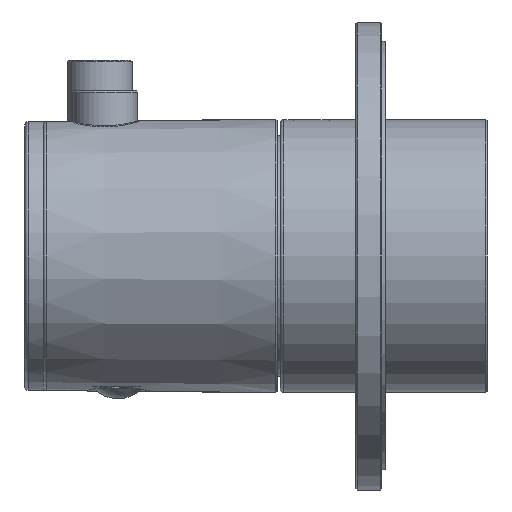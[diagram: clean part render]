
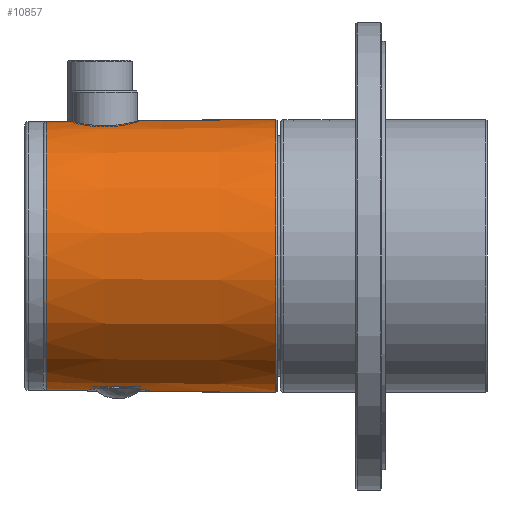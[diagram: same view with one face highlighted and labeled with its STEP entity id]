
A CAD part, left-side view. The second image highlights one B-rep face of the part: STEP entity #10857.
In plain terms, the highlighted conical face has half-angle 0.5 degrees and reference radius 0 mm.
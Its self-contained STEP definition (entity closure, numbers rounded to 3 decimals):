
#62=CONICAL_SURFACE('',#13221,0.,0.009);
#1839=B_SPLINE_CURVE_WITH_KNOTS('',3,(#20026,#20027,#20028,#20029,#20030,
#20031,#20032,#20033,#20034,#20035,#20036,#20037,#20038,#20039,#20040,#20041,
#20042,#20043,#20044),.UNSPECIFIED.,.T.,.F.,(1,1,1,1,1,1,1,1,1,1,1,1,1,
1,1,1,1,1,1,1,1,1,1),(-0.006,-0.004,-0.002,
0.,0.002,0.004,0.006,
0.008,0.011,0.013,0.015,
0.017,0.019,0.021,0.023,
0.025,0.027,0.03,0.032,
0.034,0.036,0.038,0.04),
 .UNSPECIFIED.);
#1840=B_SPLINE_CURVE_WITH_KNOTS('',3,(#20050,#20051,#20052,#20053,#20054,
#20055,#20056,#20057,#20058,#20059,#20060,#20061,#20062,#20063,#20064,#20065,
#20066,#20067),.UNSPECIFIED.,.T.,.F.,(1,1,1,1,1,1,1,1,1,1,1,1,1,1,1,1,1,
1,1,1,1,1),(0.024,0.026,0.028,0.032,
0.034,0.036,0.038,0.04,
0.042,0.044,0.046,0.048,
0.05,0.052,0.054,0.056,
0.058,0.06,0.064,0.066,
0.068,0.07),.UNSPECIFIED.);
#3940=ORIENTED_EDGE('',*,*,#6079,.T.);
#3941=ORIENTED_EDGE('',*,*,#6080,.T.);
#3942=ORIENTED_EDGE('',*,*,#6081,.F.);
#3943=ORIENTED_EDGE('',*,*,#6082,.F.);
#6079=EDGE_CURVE('',#7261,#7261,#1839,.T.);
#6080=EDGE_CURVE('',#7262,#7262,#7956,.T.);
#6081=EDGE_CURVE('',#7263,#7263,#7957,.F.);
#6082=EDGE_CURVE('',#7264,#7264,#1840,.F.);
#7261=VERTEX_POINT('',#20045);
#7262=VERTEX_POINT('',#20047);
#7263=VERTEX_POINT('',#20049);
#7264=VERTEX_POINT('',#20068);
#7956=CIRCLE('',#13222,20.998);
#7957=CIRCLE('',#13223,20.69);
#8709=EDGE_LOOP('',(#3940));
#8710=EDGE_LOOP('',(#3941));
#8711=EDGE_LOOP('',(#3942));
#8712=EDGE_LOOP('',(#3943));
#9788=FACE_BOUND('',#8709,.T.);
#9789=FACE_BOUND('',#8710,.T.);
#9790=FACE_BOUND('',#8711,.T.);
#9791=FACE_BOUND('',#8712,.T.);
#10857=ADVANCED_FACE('',(#9788,#9789,#9790,#9791),#62,.T.);
#13221=AXIS2_PLACEMENT_3D('',#20025,#15442,#15443);
#13222=AXIS2_PLACEMENT_3D('',#20046,#15444,#15445);
#13223=AXIS2_PLACEMENT_3D('',#20048,#15446,#15447);
#15442=DIRECTION('',(0.,-1.,0.));
#15443=DIRECTION('',(0.,0.,-1.));
#15444=DIRECTION('',(0.,1.,0.));
#15445=DIRECTION('',(0.,0.,1.));
#15446=DIRECTION('',(0.,-1.,0.));
#15447=DIRECTION('',(0.,0.,-1.));
#20025=CARTESIAN_POINT('',(0.,2406.362,0.));
#20026=CARTESIAN_POINT('',(-2.103,31.524,20.65));
#20027=CARTESIAN_POINT('',(-0.001,31.941,20.759));
#20028=CARTESIAN_POINT('',(2.106,31.523,20.65));
#20029=CARTESIAN_POINT('',(3.875,30.352,20.389));
#20030=CARTESIAN_POINT('',(5.069,28.595,20.127));
#20031=CARTESIAN_POINT('',(5.494,26.493,20.028));
#20032=CARTESIAN_POINT('',(5.064,24.397,20.166));
#20033=CARTESIAN_POINT('',(3.869,22.647,20.458));
#20034=CARTESIAN_POINT('',(2.103,21.48,20.738));
#20035=CARTESIAN_POINT('',(-0.004,21.063,20.854));
#20036=CARTESIAN_POINT('',(-2.102,21.48,20.738));
#20037=CARTESIAN_POINT('',(-3.872,22.649,20.458));
#20038=CARTESIAN_POINT('',(-5.064,24.4,20.166));
#20039=CARTESIAN_POINT('',(-5.494,26.493,20.028));
#20040=CARTESIAN_POINT('',(-5.07,28.593,20.127));
#20041=CARTESIAN_POINT('',(-3.873,30.354,20.389));
#20042=CARTESIAN_POINT('',(-2.103,31.524,20.65));
#20043=CARTESIAN_POINT('',(-0.001,31.941,20.759));
#20044=CARTESIAN_POINT('',(2.106,31.523,20.65));
#20045=CARTESIAN_POINT('',(0.,31.802,20.722));
#20046=CARTESIAN_POINT('',(0.,0.202,0.));
#20047=CARTESIAN_POINT('',(0.,0.202,20.998));
#20048=CARTESIAN_POINT('',(0.,35.504,0.));
#20049=CARTESIAN_POINT('',(0.,35.504,-20.69));
#20050=CARTESIAN_POINT('',(4.026,20.888,-20.473));
#20051=CARTESIAN_POINT('',(5.31,23.445,-20.103));
#20052=CARTESIAN_POINT('',(4.962,26.164,-20.174));
#20053=CARTESIAN_POINT('',(3.948,27.933,-20.392));
#20054=CARTESIAN_POINT('',(2.344,29.178,-20.64));
#20055=CARTESIAN_POINT('',(0.369,29.721,-20.771));
#20056=CARTESIAN_POINT('',(-1.666,29.461,-20.707));
#20057=CARTESIAN_POINT('',(-3.435,28.446,-20.485));
#20058=CARTESIAN_POINT('',(-4.679,26.842,-20.238));
#20059=CARTESIAN_POINT('',(-5.222,24.864,-20.116));
#20060=CARTESIAN_POINT('',(-4.959,22.828,-20.204));
#20061=CARTESIAN_POINT('',(-3.945,21.065,-20.454));
#20062=CARTESIAN_POINT('',(-2.344,19.822,-20.722));
#20063=CARTESIAN_POINT('',(-0.366,19.278,-20.862));
#20064=CARTESIAN_POINT('',(1.668,19.541,-20.794));
#20065=CARTESIAN_POINT('',(4.026,20.888,-20.473));
#20066=CARTESIAN_POINT('',(5.31,23.445,-20.103));
#20067=CARTESIAN_POINT('',(4.962,26.164,-20.174));
#20068=CARTESIAN_POINT('',(-5.097,24.683,-20.15));
